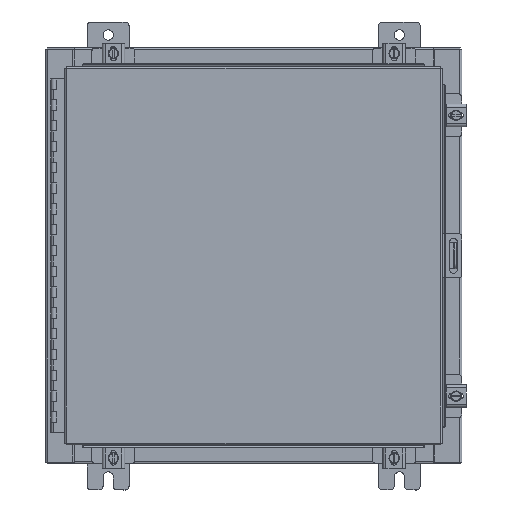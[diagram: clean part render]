
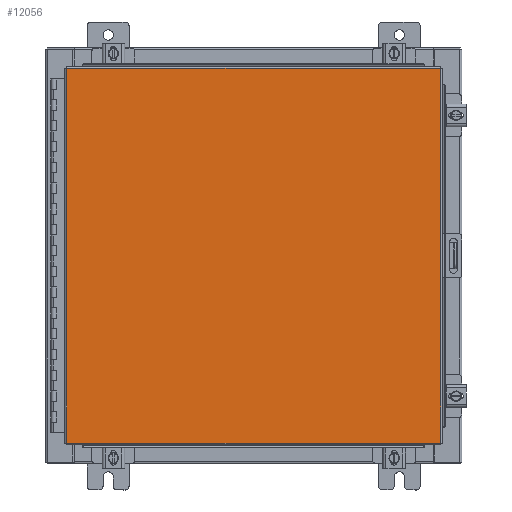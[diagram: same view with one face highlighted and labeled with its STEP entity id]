
A CAD part, top view. The second image highlights one B-rep face of the part: STEP entity #12056.
In plain terms, the highlighted planar face has unit normal (0, 0, 1).
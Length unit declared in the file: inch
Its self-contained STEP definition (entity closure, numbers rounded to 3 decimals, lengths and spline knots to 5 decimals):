
#576 = EDGE_CURVE ( 'NONE', #4746, #21052, #14996, .T. ) ;
#1729 = DIRECTION ( 'NONE',  ( 0., -1., 0. ) ) ;
#4060 = CARTESIAN_POINT ( 'NONE',  ( 8.9903, 9.0063, 0. ) ) ;
#4746 = VERTEX_POINT ( 'NONE', #24938 ) ;
#6111 = DIRECTION ( 'NONE',  ( 1., 0., 0. ) ) ;
#6351 = DIRECTION ( 'NONE',  ( -1., 0., 0. ) ) ;
#6765 = DIRECTION ( 'NONE',  ( -1., 0., 0. ) ) ;
#7831 = EDGE_CURVE ( 'NONE', #21517, #8544, #17716, .T. ) ;
#8510 = CARTESIAN_POINT ( 'NONE',  ( -8.9903, 9.0063, 0. ) ) ;
#8544 = VERTEX_POINT ( 'NONE', #24638 ) ;
#8655 = FACE_OUTER_BOUND ( 'NONE', #21718, .T. ) ;
#8924 = CARTESIAN_POINT ( 'NONE',  ( -8.9903, 9.0063, 0. ) ) ;
#8965 = VECTOR ( 'NONE', #26512, 39.37008 ) ;
#11707 = VECTOR ( 'NONE', #1729, 39.37008 ) ;
#12056 = ADVANCED_FACE ( 'NONE', ( #8655 ), #13489, .F. ) ;
#13169 = VECTOR ( 'NONE', #6351, 39.37008 ) ;
#13489 = PLANE ( 'NONE',  #16262 ) ;
#14455 = EDGE_CURVE ( 'NONE', #21052, #21517, #19939, .T. ) ;
#14996 = LINE ( 'NONE', #29237, #8965 ) ;
#16262 = AXIS2_PLACEMENT_3D ( 'NONE', #29433, #20364, #6765 ) ;
#17716 = LINE ( 'NONE', #8510, #11707 ) ;
#19395 = VECTOR ( 'NONE', #6111, 39.37008 ) ;
#19727 = CARTESIAN_POINT ( 'NONE',  ( -8.9903, -9.0063, 0. ) ) ;
#19939 = LINE ( 'NONE', #4060, #13169 ) ;
#20364 = DIRECTION ( 'NONE',  ( 0., 0., -1. ) ) ;
#20848 = ORIENTED_EDGE ( 'NONE', *, *, #7831, .T. ) ;
#20971 = CARTESIAN_POINT ( 'NONE',  ( 8.9903, 9.0063, 0. ) ) ;
#21052 = VERTEX_POINT ( 'NONE', #20971 ) ;
#21517 = VERTEX_POINT ( 'NONE', #8924 ) ;
#21718 = EDGE_LOOP ( 'NONE', ( #24492, #22102, #26766, #20848 ) ) ;
#22102 = ORIENTED_EDGE ( 'NONE', *, *, #576, .T. ) ;
#24492 = ORIENTED_EDGE ( 'NONE', *, *, #25526, .T. ) ;
#24638 = CARTESIAN_POINT ( 'NONE',  ( -8.9903, -9.0063, 0. ) ) ;
#24938 = CARTESIAN_POINT ( 'NONE',  ( 8.9903, -9.0063, 0. ) ) ;
#25413 = LINE ( 'NONE', #19727, #19395 ) ;
#25526 = EDGE_CURVE ( 'NONE', #8544, #4746, #25413, .T. ) ;
#26512 = DIRECTION ( 'NONE',  ( 0., 1., 0. ) ) ;
#26766 = ORIENTED_EDGE ( 'NONE', *, *, #14455, .T. ) ;
#29237 = CARTESIAN_POINT ( 'NONE',  ( 8.9903, -9.0063, 0. ) ) ;
#29433 = CARTESIAN_POINT ( 'NONE',  ( 0., 0., 0. ) ) ;
